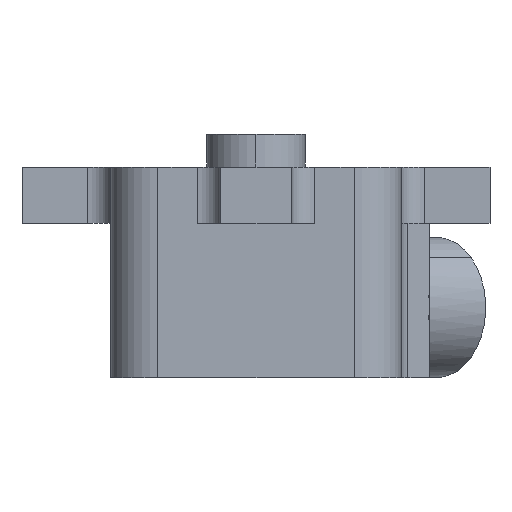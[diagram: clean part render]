
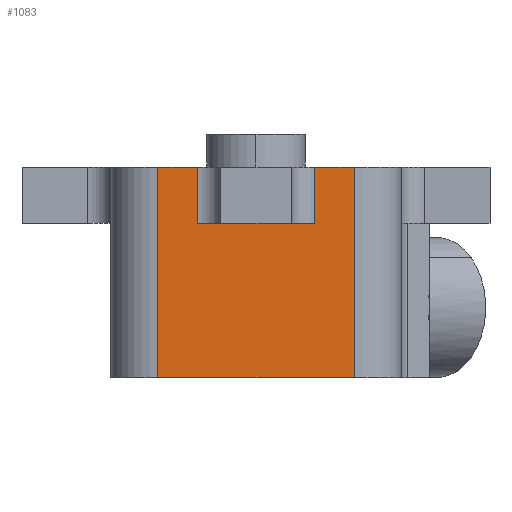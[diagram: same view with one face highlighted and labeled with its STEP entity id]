
A CAD part, left-side view. The second image highlights one B-rep face of the part: STEP entity #1083.
In plain terms, the highlighted planar face has unit normal (-1, 0, 0).
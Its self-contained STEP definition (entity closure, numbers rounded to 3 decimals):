
#6=DIRECTION('',(0.,0.,1.));
#7=VECTOR('',#6,4.5);
#8=CARTESIAN_POINT('',(11.065,34.69,-0.215));
#9=LINE('',#8,#7);
#79=DIRECTION('',(0.,1.,0.));
#80=VECTOR('',#79,2.5);
#81=CARTESIAN_POINT('',(11.065,31.34,3.085));
#82=LINE('',#81,#80);
#83=DIRECTION('',(0.,1.,0.));
#84=VECTOR('',#83,0.85);
#85=CARTESIAN_POINT('',(11.065,30.49,4.285));
#86=LINE('',#85,#84);
#87=DIRECTION('',(0.,-1.,0.));
#88=VECTOR('',#87,4.2);
#89=CARTESIAN_POINT('',(11.065,34.69,-0.215));
#90=LINE('',#89,#88);
#228=DIRECTION('',(0.,-1.,0.));
#229=VECTOR('',#228,0.85);
#230=CARTESIAN_POINT('',(11.065,34.69,4.285));
#231=LINE('',#230,#229);
#561=DIRECTION('',(0.,0.,-1.));
#562=VECTOR('',#561,4.5);
#563=CARTESIAN_POINT('',(11.065,30.49,4.285));
#564=LINE('',#563,#562);
#721=DIRECTION('',(0.,0.,1.));
#722=VECTOR('',#721,1.2);
#723=CARTESIAN_POINT('',(11.065,31.34,3.085));
#724=LINE('',#723,#722);
#747=DIRECTION('',(0.,0.,-1.));
#748=VECTOR('',#747,1.2);
#749=CARTESIAN_POINT('',(11.065,33.84,4.285));
#750=LINE('',#749,#748);
#775=CARTESIAN_POINT('',(11.065,34.69,-0.215));
#777=VERTEX_POINT('',#775);
#779=CARTESIAN_POINT('',(11.065,34.69,4.285));
#780=VERTEX_POINT('',#779);
#783=CARTESIAN_POINT('',(11.065,33.84,4.285));
#784=VERTEX_POINT('',#783);
#793=CARTESIAN_POINT('',(11.065,31.34,4.285));
#794=VERTEX_POINT('',#793);
#795=CARTESIAN_POINT('',(11.065,30.49,4.285));
#796=VERTEX_POINT('',#795);
#851=CARTESIAN_POINT('',(11.065,30.49,-0.215));
#852=VERTEX_POINT('',#851);
#853=CARTESIAN_POINT('',(11.065,31.34,3.085));
#854=VERTEX_POINT('',#853);
#855=CARTESIAN_POINT('',(11.065,33.84,3.085));
#856=VERTEX_POINT('',#855);
#1062=CARTESIAN_POINT('',(11.065,31.09,2.985));
#1063=DIRECTION('',(-1.,0.,0.));
#1064=DIRECTION('',(0.,0.,1.));
#1065=AXIS2_PLACEMENT_3D('',#1062,#1063,#1064);
#1066=PLANE('',#1065);
#1067=ORIENTED_EDGE('',*,*,#1006,.T.);
#1069=ORIENTED_EDGE('',*,*,#1068,.T.);
#1071=ORIENTED_EDGE('',*,*,#1070,.T.);
#1073=ORIENTED_EDGE('',*,*,#1072,.F.);
#1075=ORIENTED_EDGE('',*,*,#1074,.T.);
#1077=ORIENTED_EDGE('',*,*,#1076,.F.);
#1079=ORIENTED_EDGE('',*,*,#1078,.T.);
#1080=ORIENTED_EDGE('',*,*,#1017,.F.);
#1081=EDGE_LOOP('',(#1067,#1069,#1071,#1073,#1075,#1077,#1079,#1080));
#1082=FACE_OUTER_BOUND('',#1081,.F.);
#1083=ADVANCED_FACE('',(#1082),#1066,.T.);
#1006=EDGE_CURVE('',#777,#780,#9,.T.);
#1017=EDGE_CURVE('',#777,#852,#90,.T.);
#1068=EDGE_CURVE('',#780,#784,#231,.T.);
#1070=EDGE_CURVE('',#784,#856,#750,.T.);
#1072=EDGE_CURVE('',#854,#856,#82,.T.);
#1074=EDGE_CURVE('',#854,#794,#724,.T.);
#1076=EDGE_CURVE('',#796,#794,#86,.T.);
#1078=EDGE_CURVE('',#796,#852,#564,.T.);
